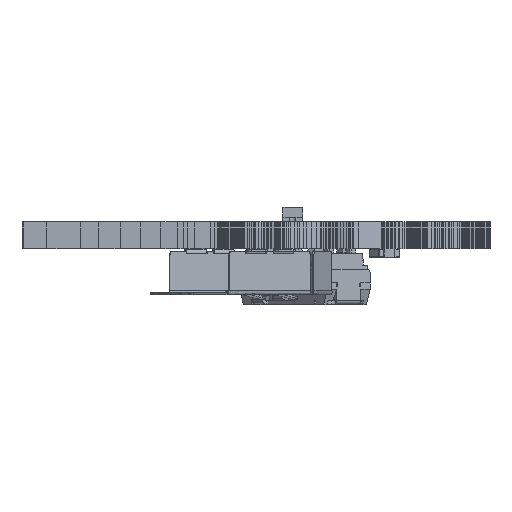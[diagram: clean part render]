
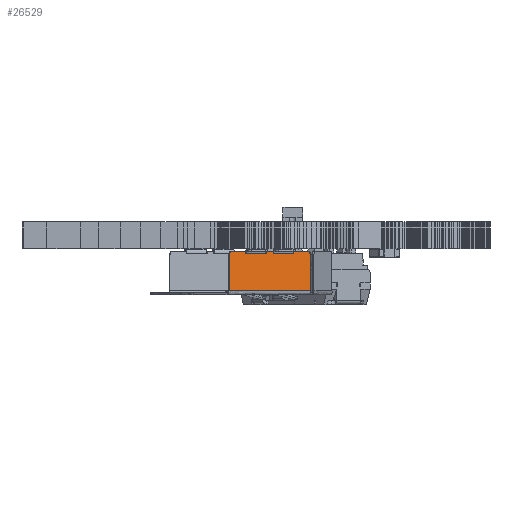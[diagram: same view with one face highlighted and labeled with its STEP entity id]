
A CAD part, left-side view. The second image highlights one B-rep face of the part: STEP entity #26529.
In plain terms, the highlighted face is planar.
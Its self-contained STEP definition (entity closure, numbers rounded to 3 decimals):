
#55=ELLIPSE('',#28194,0.257,0.184);
#57=ELLIPSE('',#28198,0.257,0.184);
#1310=PLANE('',#28197);
#2590=FACE_OUTER_BOUND('',#3931,.T.);
#3931=EDGE_LOOP('',(#24234,#24235,#24236,#24237,#24238,#24239,#24240,#24241,
#24242,#24243,#24244,#24245,#24246,#24247,#24248,#24249,#24250,#24251,#24252,
#24253,#24254,#24255));
#7257=LINE('',#42059,#10673);
#7260=LINE('',#42065,#10676);
#7261=LINE('',#42067,#10677);
#7262=LINE('',#42069,#10678);
#7263=LINE('',#42071,#10679);
#7264=LINE('',#42073,#10680);
#7265=LINE('',#42075,#10681);
#7266=LINE('',#42077,#10682);
#7267=LINE('',#42079,#10683);
#7268=LINE('',#42081,#10684);
#7269=LINE('',#42083,#10685);
#7270=LINE('',#42085,#10686);
#7271=LINE('',#42087,#10687);
#7272=LINE('',#42089,#10688);
#7273=LINE('',#42091,#10689);
#7274=LINE('',#42093,#10690);
#7275=LINE('',#42095,#10691);
#7276=LINE('',#42097,#10692);
#7277=LINE('',#42101,#10693);
#7278=LINE('',#42102,#10694);
#10673=VECTOR('',#34479,0.185);
#10676=VECTOR('',#34484,6.129);
#10677=VECTOR('',#34485,8.571);
#10678=VECTOR('',#34486,6.129);
#10679=VECTOR('',#34487,8.571);
#10680=VECTOR('',#34488,6.129);
#10681=VECTOR('',#34489,8.571);
#10682=VECTOR('',#34490,6.129);
#10683=VECTOR('',#34491,8.571);
#10684=VECTOR('',#34492,6.129);
#10685=VECTOR('',#34493,8.571);
#10686=VECTOR('',#34494,6.129);
#10687=VECTOR('',#34495,8.571);
#10688=VECTOR('',#34496,6.129);
#10689=VECTOR('',#34497,8.571);
#10690=VECTOR('',#34498,6.129);
#10691=VECTOR('',#34499,8.571);
#10692=VECTOR('',#34500,6.129);
#10693=VECTOR('',#34503,8.571);
#10694=VECTOR('',#34504,6.129);
#13410=VERTEX_POINT('',#42049);
#13411=VERTEX_POINT('',#42050);
#13414=VERTEX_POINT('',#42058);
#13416=VERTEX_POINT('',#42064);
#13417=VERTEX_POINT('',#42066);
#13418=VERTEX_POINT('',#42068);
#13419=VERTEX_POINT('',#42070);
#13420=VERTEX_POINT('',#42072);
#13421=VERTEX_POINT('',#42074);
#13422=VERTEX_POINT('',#42076);
#13423=VERTEX_POINT('',#42078);
#13424=VERTEX_POINT('',#42080);
#13425=VERTEX_POINT('',#42082);
#13426=VERTEX_POINT('',#42084);
#13427=VERTEX_POINT('',#42086);
#13428=VERTEX_POINT('',#42088);
#13429=VERTEX_POINT('',#42090);
#13430=VERTEX_POINT('',#42092);
#13431=VERTEX_POINT('',#42094);
#13432=VERTEX_POINT('',#42096);
#13433=VERTEX_POINT('',#42098);
#13434=VERTEX_POINT('',#42100);
#17041=EDGE_CURVE('',#13410,#13411,#55,.T.);
#17045=EDGE_CURVE('',#13414,#13411,#7257,.T.);
#17048=EDGE_CURVE('',#13410,#13416,#7260,.T.);
#17049=EDGE_CURVE('',#13416,#13417,#7261,.T.);
#17050=EDGE_CURVE('',#13417,#13418,#7262,.T.);
#17051=EDGE_CURVE('',#13418,#13419,#7263,.T.);
#17052=EDGE_CURVE('',#13419,#13420,#7264,.T.);
#17053=EDGE_CURVE('',#13420,#13421,#7265,.T.);
#17054=EDGE_CURVE('',#13421,#13422,#7266,.T.);
#17055=EDGE_CURVE('',#13422,#13423,#7267,.T.);
#17056=EDGE_CURVE('',#13423,#13424,#7268,.T.);
#17057=EDGE_CURVE('',#13424,#13425,#7269,.T.);
#17058=EDGE_CURVE('',#13425,#13426,#7270,.T.);
#17059=EDGE_CURVE('',#13426,#13427,#7271,.T.);
#17060=EDGE_CURVE('',#13427,#13428,#7272,.T.);
#17061=EDGE_CURVE('',#13428,#13429,#7273,.T.);
#17062=EDGE_CURVE('',#13429,#13430,#7274,.T.);
#17063=EDGE_CURVE('',#13430,#13431,#7275,.T.);
#17064=EDGE_CURVE('',#13431,#13432,#7276,.T.);
#17065=EDGE_CURVE('',#13433,#13432,#57,.T.);
#17066=EDGE_CURVE('',#13433,#13434,#7277,.T.);
#17067=EDGE_CURVE('',#13434,#13414,#7278,.T.);
#24234=ORIENTED_EDGE('',*,*,#17041,.F.);
#24235=ORIENTED_EDGE('',*,*,#17048,.T.);
#24236=ORIENTED_EDGE('',*,*,#17049,.T.);
#24237=ORIENTED_EDGE('',*,*,#17050,.T.);
#24238=ORIENTED_EDGE('',*,*,#17051,.T.);
#24239=ORIENTED_EDGE('',*,*,#17052,.T.);
#24240=ORIENTED_EDGE('',*,*,#17053,.T.);
#24241=ORIENTED_EDGE('',*,*,#17054,.T.);
#24242=ORIENTED_EDGE('',*,*,#17055,.T.);
#24243=ORIENTED_EDGE('',*,*,#17056,.T.);
#24244=ORIENTED_EDGE('',*,*,#17057,.T.);
#24245=ORIENTED_EDGE('',*,*,#17058,.T.);
#24246=ORIENTED_EDGE('',*,*,#17059,.T.);
#24247=ORIENTED_EDGE('',*,*,#17060,.T.);
#24248=ORIENTED_EDGE('',*,*,#17061,.T.);
#24249=ORIENTED_EDGE('',*,*,#17062,.T.);
#24250=ORIENTED_EDGE('',*,*,#17063,.T.);
#24251=ORIENTED_EDGE('',*,*,#17064,.T.);
#24252=ORIENTED_EDGE('',*,*,#17065,.F.);
#24253=ORIENTED_EDGE('',*,*,#17066,.T.);
#24254=ORIENTED_EDGE('',*,*,#17067,.T.);
#24255=ORIENTED_EDGE('',*,*,#17045,.T.);
#26529=ADVANCED_FACE('',(#2590),#1310,.T.);
#28194=AXIS2_PLACEMENT_3D('',#42051,#34471,#34472);
#28197=AXIS2_PLACEMENT_3D('',#42063,#34482,#34483);
#28198=AXIS2_PLACEMENT_3D('',#42099,#34501,#34502);
#34471=DIRECTION('center_axis',(-1.,0.,0.));
#34472=DIRECTION('ref_axis',(0.,0.,
1.));
#34479=DIRECTION('',(0.,0.,-1.));
#34482=DIRECTION('center_axis',(1.,0.,0.));
#34483=DIRECTION('ref_axis',(0.,0.,
1.));
#34484=DIRECTION('',(0.,1.,0.));
#34485=DIRECTION('',(0.,0.,1.));
#34486=DIRECTION('',(0.,1.,0.));
#34487=DIRECTION('',(0.,0.,-1.));
#34488=DIRECTION('',(0.,1.,0.));
#34489=DIRECTION('',(0.,0.,1.));
#34490=DIRECTION('',(0.,1.,0.));
#34491=DIRECTION('',(0.,0.,-1.));
#34492=DIRECTION('',(0.,1.,0.));
#34493=DIRECTION('',(0.,0.,1.));
#34494=DIRECTION('',(0.,1.,0.));
#34495=DIRECTION('',(0.,0.,-1.));
#34496=DIRECTION('',(0.,1.,0.));
#34497=DIRECTION('',(0.,0.,1.));
#34498=DIRECTION('',(0.,1.,0.));
#34499=DIRECTION('',(0.,0.,-1.));
#34500=DIRECTION('',(0.,1.,0.));
#34501=DIRECTION('center_axis',(-1.,0.,0.));
#34502=DIRECTION('ref_axis',(0.,0.,
-1.));
#34503=DIRECTION('',(0.,0.,1.));
#34504=DIRECTION('',(0.,-1.,0.));
#42049=CARTESIAN_POINT('',(7.204,-2.458,0.159));
#42050=CARTESIAN_POINT('',(7.204,-2.642,0.416));
#42051=CARTESIAN_POINT('Origin',(7.204,-2.458,0.416));
#42058=CARTESIAN_POINT('',(7.204,-2.642,2.645));
#42059=CARTESIAN_POINT('',(7.204,-2.642,3.227));
#42063=CARTESIAN_POINT('Origin',(7.204,0.015,1.557));
#42064=CARTESIAN_POINT('',(7.204,-1.54,0.159));
#42065=CARTESIAN_POINT('',(7.204,2.634,0.159));
#42066=CARTESIAN_POINT('',(7.204,-1.54,0.296));
#42067=CARTESIAN_POINT('',(7.204,-1.54,0.927));
#42068=CARTESIAN_POINT('',(7.204,-1.534,0.296));
#42069=CARTESIAN_POINT('',(7.204,-0.76,0.296));
#42070=CARTESIAN_POINT('',(7.204,-1.534,0.288));
#42071=CARTESIAN_POINT('',(7.204,-1.534,0.858));
#42072=CARTESIAN_POINT('',(7.204,-0.243,0.288));
#42073=CARTESIAN_POINT('',(7.204,-0.114,0.288));
#42074=CARTESIAN_POINT('',(7.204,-0.243,0.296));
#42075=CARTESIAN_POINT('',(7.204,-0.243,0.927));
#42076=CARTESIAN_POINT('',(7.204,-0.237,0.296));
#42077=CARTESIAN_POINT('',(7.204,-0.111,0.296));
#42078=CARTESIAN_POINT('',(7.204,-0.237,0.159));
#42079=CARTESIAN_POINT('',(7.204,-0.237,0.858));
#42080=CARTESIAN_POINT('',(7.204,0.233,0.159));
#42081=CARTESIAN_POINT('',(7.204,2.634,0.159));
#42082=CARTESIAN_POINT('',(7.204,0.233,0.296));
#42083=CARTESIAN_POINT('',(7.204,0.233,0.858));
#42084=CARTESIAN_POINT('',(7.204,0.239,0.296));
#42085=CARTESIAN_POINT('',(7.204,0.124,0.296));
#42086=CARTESIAN_POINT('',(7.204,0.239,0.288));
#42087=CARTESIAN_POINT('',(7.204,0.239,0.927));
#42088=CARTESIAN_POINT('',(7.204,1.53,0.288));
#42089=CARTESIAN_POINT('',(7.204,0.127,0.288));
#42090=CARTESIAN_POINT('',(7.204,1.53,0.296));
#42091=CARTESIAN_POINT('',(7.204,1.53,0.858));
#42092=CARTESIAN_POINT('',(7.204,1.536,0.296));
#42093=CARTESIAN_POINT('',(7.204,0.773,0.296));
#42094=CARTESIAN_POINT('',(7.204,1.536,0.159));
#42095=CARTESIAN_POINT('',(7.204,1.536,0.927));
#42096=CARTESIAN_POINT('',(7.204,2.45,0.159));
#42097=CARTESIAN_POINT('',(7.204,2.634,0.159));
#42098=CARTESIAN_POINT('',(7.204,2.634,0.416));
#42099=CARTESIAN_POINT('Origin',(7.204,2.45,0.416));
#42100=CARTESIAN_POINT('',(7.204,2.634,2.645));
#42101=CARTESIAN_POINT('',(7.204,2.634,2.645));
#42102=CARTESIAN_POINT('',(7.204,0.026,2.645));
